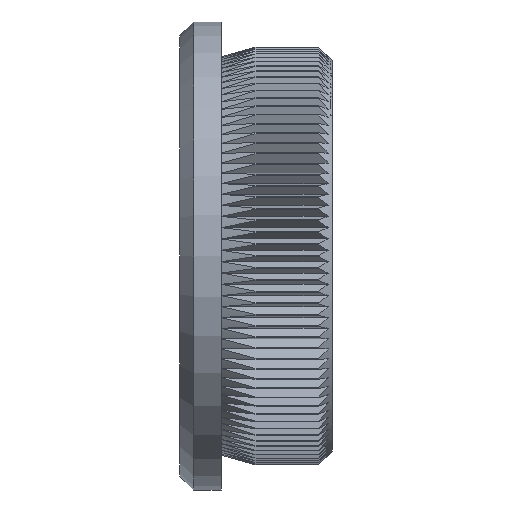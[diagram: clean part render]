
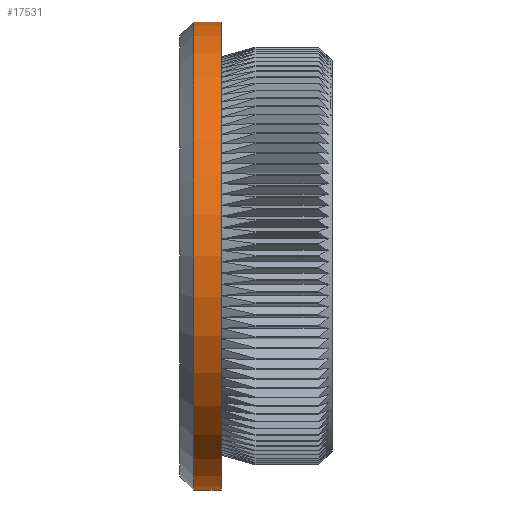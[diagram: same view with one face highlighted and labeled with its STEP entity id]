
A CAD part, left-side view. The second image highlights one B-rep face of the part: STEP entity #17531.
In plain terms, the highlighted cylindrical face has radius 16.85 mm (diameter 33.7 mm), a partial arc.
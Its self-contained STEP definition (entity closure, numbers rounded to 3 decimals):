
#716 = EDGE_LOOP ( 'NONE', ( #6927, #12061, #12024, #17458 ) ) ;
#1405 = CARTESIAN_POINT ( 'NONE',  ( 0., 8., 0. ) ) ;
#2046 = CARTESIAN_POINT ( 'NONE',  ( 0., 0., -16.85 ) ) ;
#3840 = VERTEX_POINT ( 'NONE', #12161 ) ;
#3967 = CYLINDRICAL_SURFACE ( 'NONE', #8687, 16.85 ) ;
#4066 = DIRECTION ( 'NONE',  ( 0., -1., 0. ) ) ;
#4395 = DIRECTION ( 'NONE',  ( 0., 0., -1. ) ) ;
#5529 = CIRCLE ( 'NONE', #10294, 16.85 ) ;
#6219 = DIRECTION ( 'NONE',  ( 0., -1., 0. ) ) ;
#6583 = DIRECTION ( 'NONE',  ( 0., -1., 0. ) ) ;
#6927 = ORIENTED_EDGE ( 'NONE', *, *, #8217, .F. ) ;
#8217 = EDGE_CURVE ( 'NONE', #20021, #3840, #21250, .T. ) ;
#8687 = AXIS2_PLACEMENT_3D ( 'NONE', #12970, #21531, #4395 ) ;
#9887 = CARTESIAN_POINT ( 'NONE',  ( 0., 0., 16.85 ) ) ;
#10149 = FACE_OUTER_BOUND ( 'NONE', #716, .T. ) ;
#10294 = AXIS2_PLACEMENT_3D ( 'NONE', #1405, #6219, #20187 ) ;
#10476 = DIRECTION ( 'NONE',  ( 0., -1., 0. ) ) ;
#10624 = DIRECTION ( 'NONE',  ( 0., 0., 1. ) ) ;
#10860 = EDGE_CURVE ( 'NONE', #20021, #21025, #11668, .T. ) ;
#11211 = CARTESIAN_POINT ( 'NONE',  ( 0., 8., -16.85 ) ) ;
#11668 = CIRCLE ( 'NONE', #14706, 16.85 ) ;
#12024 = ORIENTED_EDGE ( 'NONE', *, *, #13847, .T. ) ;
#12061 = ORIENTED_EDGE ( 'NONE', *, *, #10860, .T. ) ;
#12161 = CARTESIAN_POINT ( 'NONE',  ( 0., 8., 16.85 ) ) ;
#12970 = CARTESIAN_POINT ( 'NONE',  ( 0., 0., 0. ) ) ;
#13847 = EDGE_CURVE ( 'NONE', #21025, #21146, #14546, .T. ) ;
#13939 = VECTOR ( 'NONE', #6583, 1000. ) ;
#14321 = CARTESIAN_POINT ( 'NONE',  ( 0., 10., -16.85 ) ) ;
#14546 = LINE ( 'NONE', #2046, #21836 ) ;
#14706 = AXIS2_PLACEMENT_3D ( 'NONE', #20842, #10476, #10624 ) ;
#17458 = ORIENTED_EDGE ( 'NONE', *, *, #18859, .F. ) ;
#17531 = ADVANCED_FACE ( 'NONE', ( #10149 ), #3967, .T. ) ;
#18859 = EDGE_CURVE ( 'NONE', #3840, #21146, #5529, .T. ) ;
#20021 = VERTEX_POINT ( 'NONE', #20679 ) ;
#20187 = DIRECTION ( 'NONE',  ( 0., 0., -1. ) ) ;
#20679 = CARTESIAN_POINT ( 'NONE',  ( 0., 10., 16.85 ) ) ;
#20842 = CARTESIAN_POINT ( 'NONE',  ( 0., 10., 0. ) ) ;
#21025 = VERTEX_POINT ( 'NONE', #14321 ) ;
#21146 = VERTEX_POINT ( 'NONE', #11211 ) ;
#21250 = LINE ( 'NONE', #9887, #13939 ) ;
#21531 = DIRECTION ( 'NONE',  ( 0., -1., 0. ) ) ;
#21836 = VECTOR ( 'NONE', #4066, 1000. ) ;
